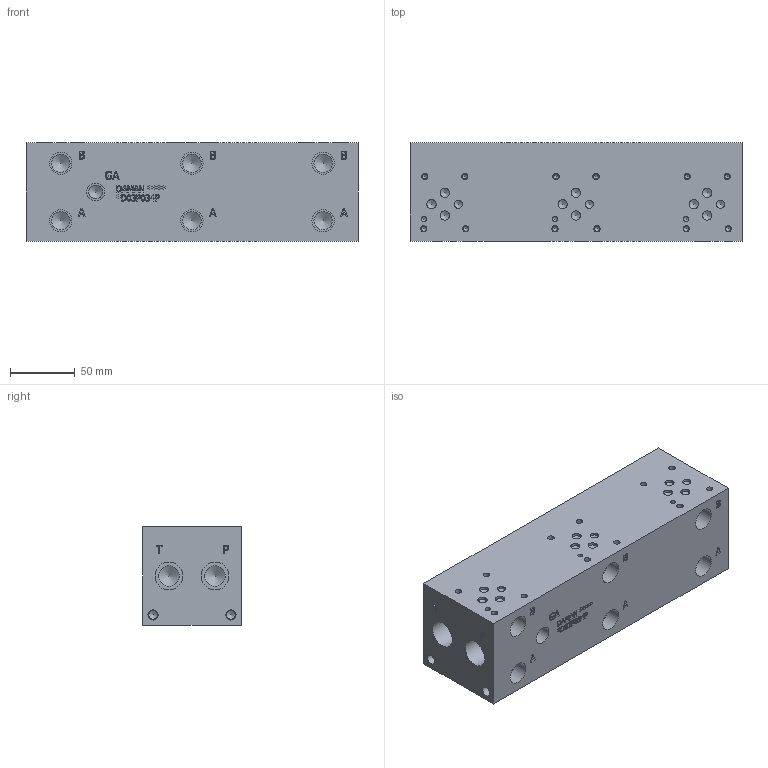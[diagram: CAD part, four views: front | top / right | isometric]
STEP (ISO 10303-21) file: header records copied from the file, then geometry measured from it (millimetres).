
FILE_DESCRIPTION(/* description */ (''),/* implementation_level */ '2;1');
FILE_NAME(/* name */ '_D03P034P.stp',/* time_stamp */ '2021-07-21T13:20:02-04:00',/* author */ ('anthonyv'),/* organization */ (''),/* preprocessor_version */ 'ST-DEVELOPER v18.1',/* originating_system */ 'Autodesk Inventor 2021',/* authorisation */ '');
FILE_SCHEMA (('AUTOMOTIVE_DESIGN { 1 0 10303 214 3 1 1 }'));
Length unit declared in the file: millimetre
Products named in the file (1): _D03P034P
Bounding box: 257.18 x 76.2 x 76.2 mm (x, y, z)
Volume: 1440684.8 mm3; surface area: 104889.8 mm2
Topology: 1 solids, 1 shells, 667 faces, 1830 edges, 1243 vertices
Faces by surface type: plane 390, bspline 166, cylinder 69, cone 42
Full cylindrical faces by diameter (mm): 3.785 x12, 3.962 x3, 4.826 x12, 6.35 x3, 6.528 x4, 7.137 x9, 7.925 x4, 10.719 x1, 13.868 x1, 14.3 x6, 15.875 x4, 17.297 x6, 21.59 x4
Entity records: 22377 total; most frequent: CARTESIAN_POINT 5857, ORIENTED_EDGE 3576, DIRECTION 2709, EDGE_CURVE 1788, VERTEX_POINT 1243, LINE 1207, VECTOR 1207, EDGE_LOOP 787
